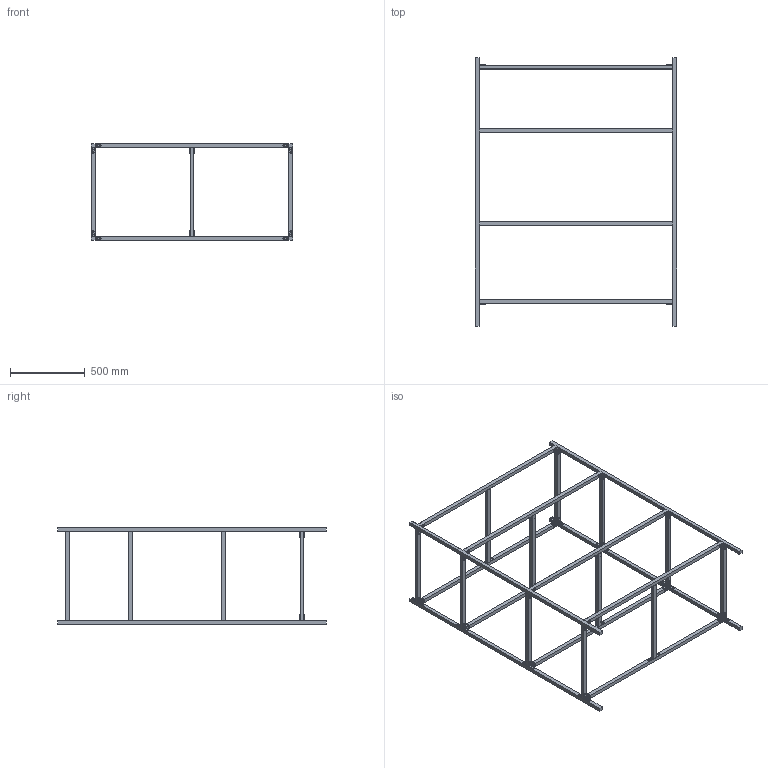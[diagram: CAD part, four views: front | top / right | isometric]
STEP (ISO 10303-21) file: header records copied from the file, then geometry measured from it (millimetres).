
FILE_DESCRIPTION( ('This file contains a STEP AP42 implementation' ,'as created by ZW3D STEP Interface translator.' ,'') ,'2;1' );
FILE_NAME( '01.stp' ,'24 825.193044', (''), ('ZWCAD Software Co.'), 'Version 1.0', 'ZW3D to STEP translator', '' );
FILE_SCHEMA(('AUTOMOTIVE_DESIGN { 1 0 10303 214 1 1 1 1 }'));
Length unit declared in the file: millimetre
Products named in the file (1): 0
Bounding box: 1350 x 1800 x 650 mm (x, y, z)
Volume: 8764209.9 mm3; surface area: 2830202.8 mm2
Topology: 129 solids, 159 shells, 1508 faces, 4727 edges, 3512 vertices
Faces by surface type: plane 841, cylinder 667
Full cylindrical faces by diameter (mm): 5 x444
Entity records: 57835 total; most frequent: DIRECTION 9941, CARTESIAN_POINT 9804, ORIENTED_EDGE 9268, EDGE_CURVE 4712, AXIS2_PLACEMENT_3D 3733, VERTEX_POINT 3484, VECTOR 2475, LINE 2475
